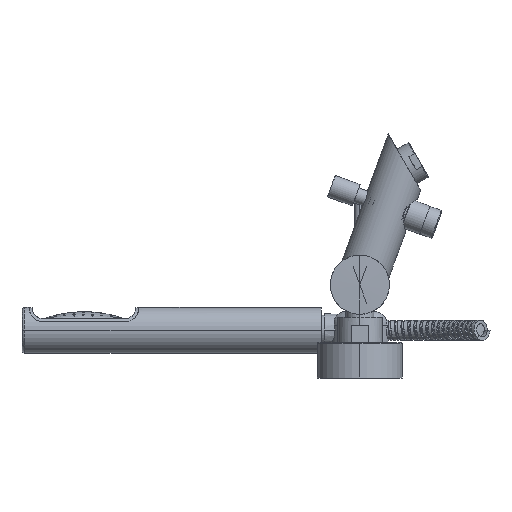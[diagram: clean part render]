
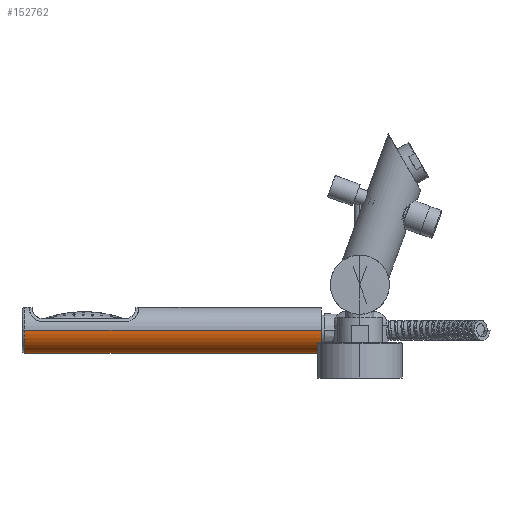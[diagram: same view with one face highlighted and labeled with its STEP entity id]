
A CAD part, left-side view. The second image highlights one B-rep face of the part: STEP entity #152762.
In plain terms, the highlighted cylindrical face has radius 16 mm (diameter 32 mm), a partial arc.
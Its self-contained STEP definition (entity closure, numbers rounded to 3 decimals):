
#146819=CARTESIAN_POINT('',(280.,27.,-31.95));
#146820=DIRECTION('',(0.,1.,0.));
#146821=DIRECTION('',(1.,0.,0.));
#146822=AXIS2_PLACEMENT_3D('',#146819,#146820,#146821);
#146839=CARTESIAN_POINT('',(280.,235.,-31.95));
#146840=DIRECTION('',(0.,1.,0.));
#146841=DIRECTION('',(1.,0.,0.));
#146842=AXIS2_PLACEMENT_3D('',#146839,#146840,#146841);
#146844=DIRECTION('',(0.,1.,0.));
#146845=VECTOR('',#146844,208.);
#146846=CARTESIAN_POINT('',(296.,27.,-31.95));
#146847=LINE('',#146846,#146845);
#146873=DIRECTION('',(0.,1.,0.));
#146874=VECTOR('',#146873,208.);
#146875=CARTESIAN_POINT('',(264.,27.,-31.95));
#146876=LINE('',#146875,#146874);
#152060=CARTESIAN_POINT('',(296.,27.,-31.95));
#152061=CARTESIAN_POINT('',(264.,27.,-31.95));
#152062=VERTEX_POINT('',#152060);
#152063=VERTEX_POINT('',#152061);
#152076=CARTESIAN_POINT('',(264.,235.,-31.95));
#152077=CARTESIAN_POINT('',(296.,235.,-31.95));
#152078=VERTEX_POINT('',#152076);
#152079=VERTEX_POINT('',#152077);
#152748=CARTESIAN_POINT('',(280.,27.,-31.95));
#152749=DIRECTION('',(0.,1.,0.));
#152750=DIRECTION('',(1.,0.,0.));
#152751=AXIS2_PLACEMENT_3D('',#152748,#152749,#152750);
#152752=CYLINDRICAL_SURFACE('',#152751,16.);
#152754=ORIENTED_EDGE('',*,*,#152753,.T.);
#152756=ORIENTED_EDGE('',*,*,#152755,.F.);
#152757=ORIENTED_EDGE('',*,*,#152729,.F.);
#152759=ORIENTED_EDGE('',*,*,#152758,.T.);
#152760=EDGE_LOOP('',(#152754,#152756,#152757,#152759));
#152761=FACE_OUTER_BOUND('',#152760,.F.);
#152762=ADVANCED_FACE('',(#152761),#152752,.T.);
#146823=CIRCLE('',#146822,16.);
#146843=CIRCLE('',#146842,16.);
#152729=EDGE_CURVE('',#152062,#152063,#146823,.T.);
#152753=EDGE_CURVE('',#152079,#152078,#146843,.T.);
#152755=EDGE_CURVE('',#152063,#152078,#146876,.T.);
#152758=EDGE_CURVE('',#152062,#152079,#146847,.T.);
